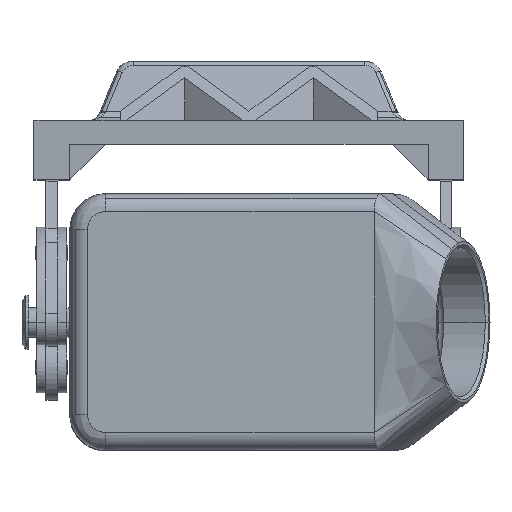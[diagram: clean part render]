
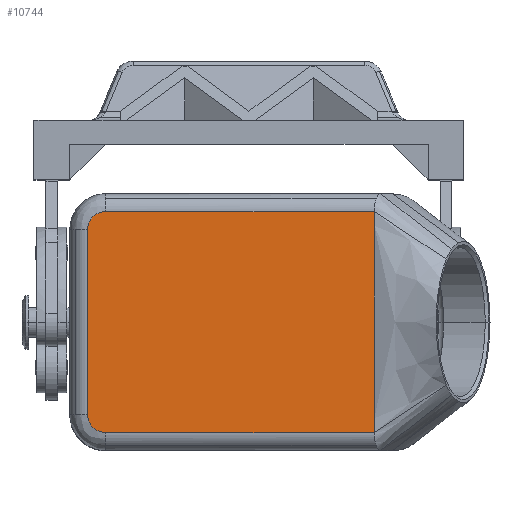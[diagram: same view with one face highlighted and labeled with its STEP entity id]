
A CAD part, top view. The second image highlights one B-rep face of the part: STEP entity #10744.
In plain terms, the highlighted planar face has unit normal (0, 0, 1).
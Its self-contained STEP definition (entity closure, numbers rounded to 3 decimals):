
#3583=CARTESIAN_POINT('',(-27.,-15.5,47.));
#3584=VERTEX_POINT('',#3583);
#3592=CARTESIAN_POINT('',(-27.,15.5,47.));
#3593=VERTEX_POINT('',#3592);
#3594=CARTESIAN_POINT('',(-27.,-15.5,47.));
#3595=DIRECTION('',(0.0,1.0,0.0));
#3596=VECTOR('',#3595,31.);
#3597=LINE('',#3594,#3596);
#3598=EDGE_CURVE('',#3584,#3593,#3597,.T.);
#10095=CARTESIAN_POINT('',(21.,18.5,47.));
#10096=VERTEX_POINT('',#10095);
#10164=CARTESIAN_POINT('',(21.,16.114,47.));
#10165=VERTEX_POINT('',#10164);
#10166=CARTESIAN_POINT('',(21.,16.114,47.));
#10167=DIRECTION('',(0.0,1.0,0.0));
#10168=VECTOR('',#10167,2.386);
#10169=LINE('',#10166,#10168);
#10170=EDGE_CURVE('',#10165,#10096,#10169,.T.);
#10172=CARTESIAN_POINT('',(21.,-16.114,47.));
#10173=VERTEX_POINT('',#10172);
#10174=CARTESIAN_POINT('',(21.,-16.114,47.));
#10175=DIRECTION('',(0.0,1.0,0.0));
#10176=VECTOR('',#10175,32.229);
#10177=LINE('',#10174,#10176);
#10178=EDGE_CURVE('',#10173,#10165,#10177,.T.);
#10180=CARTESIAN_POINT('',(21.,-18.5,47.));
#10181=VERTEX_POINT('',#10180);
#10182=CARTESIAN_POINT('',(21.,-18.5,47.));
#10183=DIRECTION('',(0.0,1.0,0.0));
#10184=VECTOR('',#10183,2.386);
#10185=LINE('',#10182,#10184);
#10186=EDGE_CURVE('',#10181,#10173,#10185,.T.);
#10503=CARTESIAN_POINT('',(-24.,-18.5,47.));
#10504=VERTEX_POINT('',#10503);
#10505=CARTESIAN_POINT('',(21.,-18.5,47.));
#10506=DIRECTION('',(-1.0,0.0,0.0));
#10507=VECTOR('',#10506,45.0);
#10508=LINE('',#10505,#10507);
#10509=EDGE_CURVE('',#10181,#10504,#10508,.T.);
#10594=CARTESIAN_POINT('',(-24.,-15.5,47.));
#10595=DIRECTION('',(0.0,0.0,-1.));
#10596=DIRECTION('',(-0.707,-0.707,0.0));
#10597=AXIS2_PLACEMENT_3D('',#10594,#10595,#10596);
#10598=CIRCLE('',#10597,3.0);
#10599=EDGE_CURVE('',#10504,#3584,#10598,.T.);
#10682=CARTESIAN_POINT('',(-24.,18.5,47.));
#10683=VERTEX_POINT('',#10682);
#10702=CARTESIAN_POINT('',(-24.,15.5,47.));
#10703=DIRECTION('',(0.0,0.0,-1.));
#10704=DIRECTION('',(-0.707,0.707,0.0));
#10705=AXIS2_PLACEMENT_3D('',#10702,#10703,#10704);
#10706=CIRCLE('',#10705,3.0);
#10707=EDGE_CURVE('',#3593,#10683,#10706,.T.);
#10719=CARTESIAN_POINT('',(-24.,18.5,47.));
#10720=DIRECTION('',(1.0,0.0,0.0));
#10721=VECTOR('',#10720,45.0);
#10722=LINE('',#10719,#10721);
#10723=EDGE_CURVE('',#10683,#10096,#10722,.T.);
#10729=CARTESIAN_POINT('',(21.,0.0,47.));
#10730=DIRECTION('',(0.0,0.0,1.0));
#10731=DIRECTION('',(1.0,0.0,0.0));
#10732=AXIS2_PLACEMENT_3D('',#10729,#10730,#10731);
#10733=PLANE('',#10732);
#10734=ORIENTED_EDGE('',*,*,#10723,.F.);
#10735=ORIENTED_EDGE('',*,*,#10707,.F.);
#10736=ORIENTED_EDGE('',*,*,#3598,.F.);
#10737=ORIENTED_EDGE('',*,*,#10599,.F.);
#10738=ORIENTED_EDGE('',*,*,#10509,.F.);
#10739=ORIENTED_EDGE('',*,*,#10186,.T.);
#10740=ORIENTED_EDGE('',*,*,#10178,.T.);
#10741=ORIENTED_EDGE('',*,*,#10170,.T.);
#10742=EDGE_LOOP('',(#10734,#10735,#10736,#10737,#10738,#10739,#10740,#10741));
#10743=FACE_OUTER_BOUND('',#10742,.T.);
#10744=ADVANCED_FACE('',(#10743),#10733,.T.);
